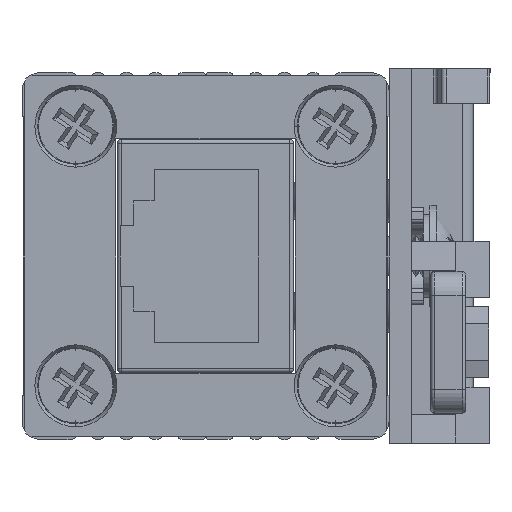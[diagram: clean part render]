
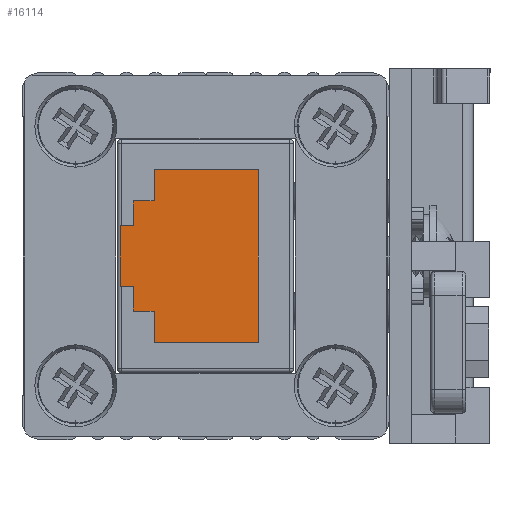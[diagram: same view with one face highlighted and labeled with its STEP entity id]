
A CAD part, left-side view. The second image highlights one B-rep face of the part: STEP entity #16114.
In plain terms, the highlighted face is planar.
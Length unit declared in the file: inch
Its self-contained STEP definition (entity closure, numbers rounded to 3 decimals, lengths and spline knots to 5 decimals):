
#525 = VECTOR ( 'NONE', #19331, 39.37008 ) ;
#739 = VECTOR ( 'NONE', #10787, 39.37008 ) ;
#769 = CARTESIAN_POINT ( 'NONE',  ( -0.412, -0.23242, 0.083 ) ) ;
#1211 = EDGE_CURVE ( 'NONE', #15797, #8202, #16343, .T. ) ;
#1493 = FACE_OUTER_BOUND ( 'NONE', #18819, .T. ) ;
#1545 = EDGE_CURVE ( 'NONE', #11114, #7854, #19220, .T. ) ;
#1615 = ORIENTED_EDGE ( 'NONE', *, *, #14053, .T. ) ;
#1798 = ORIENTED_EDGE ( 'NONE', *, *, #10777, .T. ) ;
#2405 = PLANE ( 'NONE',  #15148 ) ;
#4156 = CARTESIAN_POINT ( 'NONE',  ( -0.412, 0., 0. ) ) ;
#4192 = CARTESIAN_POINT ( 'NONE',  ( -0.412, -0.23242, 0.083 ) ) ;
#4222 = CARTESIAN_POINT ( 'NONE',  ( -0.412, -0.14, 0.15 ) ) ;
#4258 = EDGE_CURVE ( 'NONE', #17795, #15797, #12520, .T. ) ;
#4556 = CARTESIAN_POINT ( 'NONE',  ( -0.412, -0.14, 0.2355 ) ) ;
#4608 = CARTESIAN_POINT ( 'NONE',  ( -0.412, -0.14, -0.2355 ) ) ;
#4770 = CARTESIAN_POINT ( 'NONE',  ( -0.412, -0.197, 0.083 ) ) ;
#5153 = CARTESIAN_POINT ( 'NONE',  ( -0.412, -0.14, 0.15 ) ) ;
#6312 = VECTOR ( 'NONE', #14186, 39.37008 ) ;
#6438 = VERTEX_POINT ( 'NONE', #19848 ) ;
#6487 = DIRECTION ( 'NONE',  ( 0., 0., -1. ) ) ;
#6711 = EDGE_CURVE ( 'NONE', #18113, #14633, #18561, .T. ) ;
#7475 = CARTESIAN_POINT ( 'NONE',  ( -0.412, -0.14, -0.2355 ) ) ;
#7707 = ORIENTED_EDGE ( 'NONE', *, *, #20546, .T. ) ;
#7719 = VERTEX_POINT ( 'NONE', #4556 ) ;
#7790 = CARTESIAN_POINT ( 'NONE',  ( -0.412, 0.144, -0.2355 ) ) ;
#7854 = VERTEX_POINT ( 'NONE', #8424 ) ;
#8123 = CARTESIAN_POINT ( 'NONE',  ( -0.412, -0.197, 0.15 ) ) ;
#8202 = VERTEX_POINT ( 'NONE', #4608 ) ;
#8424 = CARTESIAN_POINT ( 'NONE',  ( -0.412, 0.144, 0.2355 ) ) ;
#8559 = ORIENTED_EDGE ( 'NONE', *, *, #16716, .T. ) ;
#9776 = LINE ( 'NONE', #16638, #21518 ) ;
#10222 = VERTEX_POINT ( 'NONE', #4770 ) ;
#10288 = VECTOR ( 'NONE', #21401, 39.37008 ) ;
#10723 = ORIENTED_EDGE ( 'NONE', *, *, #1545, .T. ) ;
#10777 = EDGE_CURVE ( 'NONE', #7719, #18113, #9776, .T. ) ;
#10787 = DIRECTION ( 'NONE',  ( 0., 0., -1. ) ) ;
#10815 = LINE ( 'NONE', #20255, #16812 ) ;
#11114 = VERTEX_POINT ( 'NONE', #7790 ) ;
#11364 = DIRECTION ( 'NONE',  ( 0., 1., 0. ) ) ;
#11527 = VERTEX_POINT ( 'NONE', #15660 ) ;
#11687 = LINE ( 'NONE', #12797, #525 ) ;
#11980 = VECTOR ( 'NONE', #20082, 39.37008 ) ;
#12060 = EDGE_CURVE ( 'NONE', #7854, #7719, #12820, .T. ) ;
#12092 = LINE ( 'NONE', #12261, #21276 ) ;
#12118 = CARTESIAN_POINT ( 'NONE',  ( -0.412, 0.144, -0.2355 ) ) ;
#12261 = CARTESIAN_POINT ( 'NONE',  ( -0.412, -0.197, -0.083 ) ) ;
#12520 = LINE ( 'NONE', #14981, #11980 ) ;
#12560 = ORIENTED_EDGE ( 'NONE', *, *, #6711, .T. ) ;
#12712 = ORIENTED_EDGE ( 'NONE', *, *, #4258, .T. ) ;
#12797 = CARTESIAN_POINT ( 'NONE',  ( -0.412, -0.197, -0.15 ) ) ;
#12820 = LINE ( 'NONE', #19243, #15958 ) ;
#13256 = ORIENTED_EDGE ( 'NONE', *, *, #12060, .T. ) ;
#13924 = VERTEX_POINT ( 'NONE', #4192 ) ;
#14033 = DIRECTION ( 'NONE',  ( 1., 0., 0. ) ) ;
#14053 = EDGE_CURVE ( 'NONE', #8202, #11114, #20353, .T. ) ;
#14186 = DIRECTION ( 'NONE',  ( 0., -1., 0. ) ) ;
#14436 = ORIENTED_EDGE ( 'NONE', *, *, #14580, .T. ) ;
#14580 = EDGE_CURVE ( 'NONE', #11527, #17795, #11687, .T. ) ;
#14633 = VERTEX_POINT ( 'NONE', #8123 ) ;
#14981 = CARTESIAN_POINT ( 'NONE',  ( -0.412, -0.14, -0.15 ) ) ;
#14992 = CARTESIAN_POINT ( 'NONE',  ( -0.412, -0.197, -0.15 ) ) ;
#15038 = CARTESIAN_POINT ( 'NONE',  ( -0.412, -0.197, 0.083 ) ) ;
#15062 = ORIENTED_EDGE ( 'NONE', *, *, #15275, .T. ) ;
#15123 = ORIENTED_EDGE ( 'NONE', *, *, #20695, .T. ) ;
#15148 = AXIS2_PLACEMENT_3D ( 'NONE', #4156, #14033, #20763 ) ;
#15275 = EDGE_CURVE ( 'NONE', #13924, #6438, #18224, .T. ) ;
#15660 = CARTESIAN_POINT ( 'NONE',  ( -0.412, -0.197, -0.083 ) ) ;
#15713 = DIRECTION ( 'NONE',  ( 0., -1., 0. ) ) ;
#15797 = VERTEX_POINT ( 'NONE', #16604 ) ;
#15898 = VECTOR ( 'NONE', #11364, 39.37008 ) ;
#15958 = VECTOR ( 'NONE', #15713, 39.37008 ) ;
#16114 = ADVANCED_FACE ( 'NONE', ( #1493 ), #2405, .T. ) ;
#16343 = LINE ( 'NONE', #7475, #20797 ) ;
#16604 = CARTESIAN_POINT ( 'NONE',  ( -0.412, -0.14, -0.15 ) ) ;
#16638 = CARTESIAN_POINT ( 'NONE',  ( -0.412, -0.14, 0.15 ) ) ;
#16716 = EDGE_CURVE ( 'NONE', #14633, #10222, #20215, .T. ) ;
#16812 = VECTOR ( 'NONE', #18803, 39.37008 ) ;
#17098 = VECTOR ( 'NONE', #18732, 39.37008 ) ;
#17795 = VERTEX_POINT ( 'NONE', #14992 ) ;
#18042 = CARTESIAN_POINT ( 'NONE',  ( -0.412, 0.144, -0.2355 ) ) ;
#18113 = VERTEX_POINT ( 'NONE', #5153 ) ;
#18224 = LINE ( 'NONE', #769, #739 ) ;
#18525 = ORIENTED_EDGE ( 'NONE', *, *, #1211, .T. ) ;
#18561 = LINE ( 'NONE', #4222, #6312 ) ;
#18732 = DIRECTION ( 'NONE',  ( 0., 0., 1. ) ) ;
#18803 = DIRECTION ( 'NONE',  ( 0., -1., 0. ) ) ;
#18819 = EDGE_LOOP ( 'NONE', ( #18525, #1615, #10723, #13256, #1798, #12560, #8559, #7707, #15062, #15123, #14436, #12712 ) ) ;
#19122 = DIRECTION ( 'NONE',  ( 0., 0., -1. ) ) ;
#19166 = DIRECTION ( 'NONE',  ( 0., 1., 0. ) ) ;
#19220 = LINE ( 'NONE', #12118, #17098 ) ;
#19243 = CARTESIAN_POINT ( 'NONE',  ( -0.412, 0.144, 0.2355 ) ) ;
#19331 = DIRECTION ( 'NONE',  ( 0., 0., -1. ) ) ;
#19848 = CARTESIAN_POINT ( 'NONE',  ( -0.412, -0.23242, -0.083 ) ) ;
#20082 = DIRECTION ( 'NONE',  ( 0., 1., 0. ) ) ;
#20215 = LINE ( 'NONE', #15038, #10288 ) ;
#20255 = CARTESIAN_POINT ( 'NONE',  ( -0.412, -0.197, 0.083 ) ) ;
#20353 = LINE ( 'NONE', #18042, #15898 ) ;
#20546 = EDGE_CURVE ( 'NONE', #10222, #13924, #10815, .T. ) ;
#20695 = EDGE_CURVE ( 'NONE', #6438, #11527, #12092, .T. ) ;
#20763 = DIRECTION ( 'NONE',  ( 0., 0., -1. ) ) ;
#20797 = VECTOR ( 'NONE', #19122, 39.37008 ) ;
#21276 = VECTOR ( 'NONE', #19166, 39.37008 ) ;
#21401 = DIRECTION ( 'NONE',  ( 0., 0., -1. ) ) ;
#21518 = VECTOR ( 'NONE', #6487, 39.37008 ) ;
